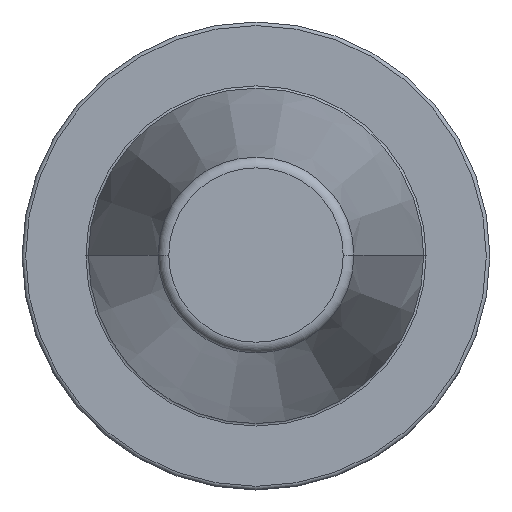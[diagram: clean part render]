
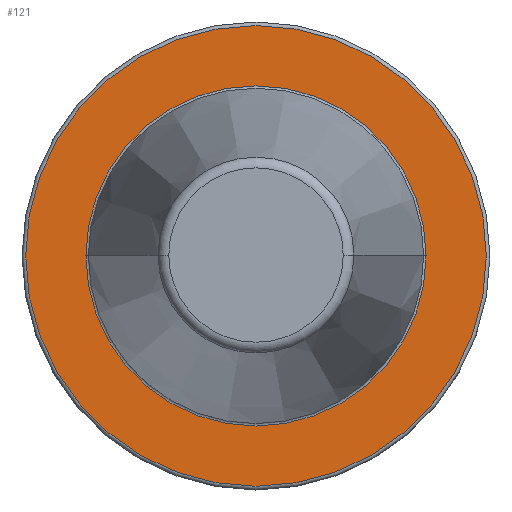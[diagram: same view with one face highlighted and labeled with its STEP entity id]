
A CAD part, top view. The second image highlights one B-rep face of the part: STEP entity #121.
In plain terms, the highlighted planar face has unit normal (0, 0, 1).
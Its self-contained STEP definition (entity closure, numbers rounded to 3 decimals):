
#52=PLANE('',#938);
#72=FACE_BOUND('',#236,.T.);
#73=FACE_BOUND('',#237,.T.);
#121=ADVANCED_FACE('',(#72,#73),#52,.F.);
#236=EDGE_LOOP('',(#408,#409));
#237=EDGE_LOOP('',(#410));
#284=CIRCLE('',#892,35.425);
#286=CIRCLE('',#895,35.425);
#314=CIRCLE('',#937,47.975);
#408=ORIENTED_EDGE('',*,*,#658,.T.);
#409=ORIENTED_EDGE('',*,*,#660,.T.);
#410=ORIENTED_EDGE('',*,*,#702,.T.);
#581=VERTEX_POINT('',#1300);
#584=VERTEX_POINT('',#1305);
#611=VERTEX_POINT('',#1392);
#658=EDGE_CURVE('',#581,#584,#284,.T.);
#660=EDGE_CURVE('',#584,#581,#286,.T.);
#702=EDGE_CURVE('',#611,#611,#314,.T.);
#892=AXIS2_PLACEMENT_3D('',#1306,#1027,#1028);
#895=AXIS2_PLACEMENT_3D('',#1309,#1033,#1034);
#937=AXIS2_PLACEMENT_3D('',#1391,#1131,#1132);
#938=AXIS2_PLACEMENT_3D('',#1393,#1133,#1134);
#1027=DIRECTION('',(0.,0.,-1.));
#1028=DIRECTION('',(-1.,0.,0.));
#1033=DIRECTION('',(0.,0.,-1.));
#1034=DIRECTION('',(-1.,0.,0.));
#1131=DIRECTION('',(0.,0.,1.));
#1132=DIRECTION('',(-1.,0.,0.));
#1133=DIRECTION('',(0.,0.,-1.));
#1134=DIRECTION('',(1.,0.,0.));
#1300=CARTESIAN_POINT('',(-35.425,0.,-3.2));
#1305=CARTESIAN_POINT('',(35.425,0.,-3.2));
#1306=CARTESIAN_POINT('',(0.,0.,-3.2));
#1309=CARTESIAN_POINT('',(0.,0.,-3.2));
#1391=CARTESIAN_POINT('',(0.,0.,-3.2));
#1392=CARTESIAN_POINT('',(-47.975,0.,-3.2));
#1393=CARTESIAN_POINT('',(0.,35.425,-3.2));
